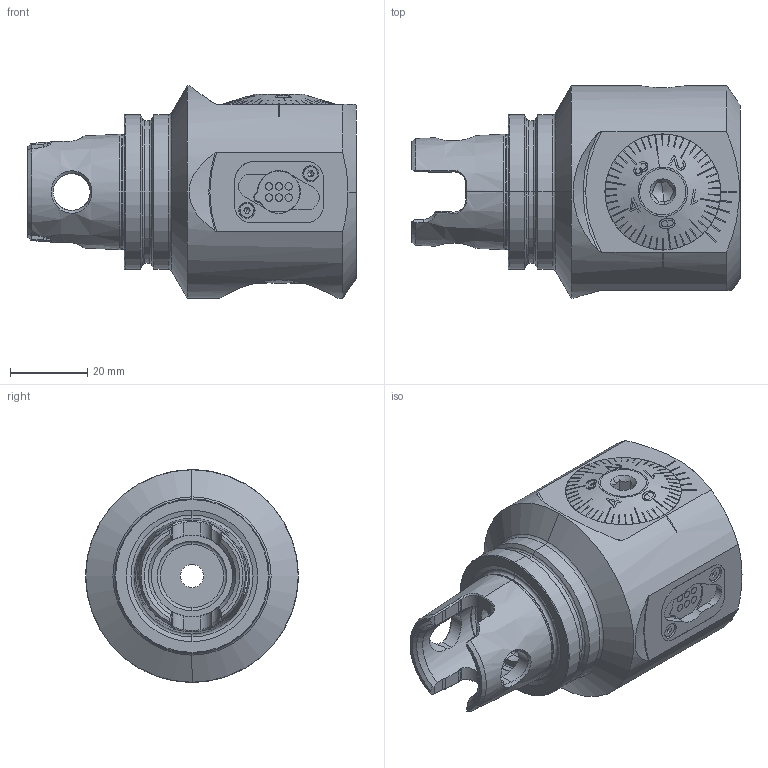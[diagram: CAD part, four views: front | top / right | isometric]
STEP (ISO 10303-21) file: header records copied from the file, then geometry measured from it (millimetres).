
FILE_DESCRIPTION (( 'STEP AP203' ), '1' );
FILE_NAME ('KM4.A55.016.060-D.STEP', '2024-08-27T07:41:29', ( '' ), ( '' ), 'SwSTEP 2.0', 'SolidWorks 2022', '' );
FILE_SCHEMA (( 'CONFIG_CONTROL_DESIGN' ));
Length unit declared in the file: millimetre
Products named in the file (21): A55-BG2.013.005_C; A55-BG2.014.007_A_mit Gewinde; Klebstoff D10; DIN 3771 - 17x2; WCB-ER2.001.009_A; ISO 4026 - M10 x 16_PreviewCfg; ISO 4762 - M2 x 4; A55-BG2.012.006_B; A55-BG1.012.007_C; KM4-A55.DA3.060_A_Fertigbearbeitung; A55-BG3.011.033_A_gekürzt; KM4.A55.016.060-D; DIN 3771 - 13x1; DIN 3771 - 25x1.5; A55-BG1.DA4.041; Fxx-MAB.xxx.xxx_A_F32x1.3; Fxx-BG7.DA1.0xx_B_F55; ISO 4026 - M10 x 8; PEF-DA3.010.032_A_F55; A55-BG2.011.016_D; A55-BG1.DA3.041_A
Assembly tree (22 placements, depth 3):
  KM4.A55.016.060-D
    KM4-A55.DA3.060_A_Fertigbearbeitung
    A55-BG3.011.033_A_gekürzt
    ISO 4026 - M10 x 8
    WCB-ER2.001.009_A
    Klebstoff D10
    A55-BG1.DA4.041
      A55-BG1.DA3.041_A
      A55-BG1.012.007_C
      A55-BG2.011.016_D
      A55-BG2.013.005_C
      DIN 3771 - 25x1.5
      A55-BG2.014.007_A_mit Gewinde
      A55-BG2.012.006_B
      Fxx-MAB.xxx.xxx_A_F32x1.3
      ISO 4026 - M10 x 16_PreviewCfg  x2
      DIN 3771 - 17x2
    Fxx-BG7.DA1.0xx_B_F55
    PEF-DA3.010.032_A_F55
    DIN 3771 - 13x1
    ISO 4762 - M2 x 4  x2
Bounding box: 84.95 x 55 x 55 mm (x, y, z)
Volume: 109759.3 mm3; surface area: 41388.1 mm2
Topology: 33 solids, 33 shells, 1112 faces, 2790 edges, 1763 vertices
Faces by surface type: plane 499, cylinder 243, cone 201, bspline 98, torus 69, sphere 2
Entity records: 45360 total; most frequent: CARTESIAN_POINT 18644, ORIENTED_EDGE 5372, DIRECTION 4639, EDGE_CURVE 2686, AXIS2_PLACEMENT_3D 1752, VERTEX_POINT 1710, EDGE_LOOP 1146, LINE 1135
